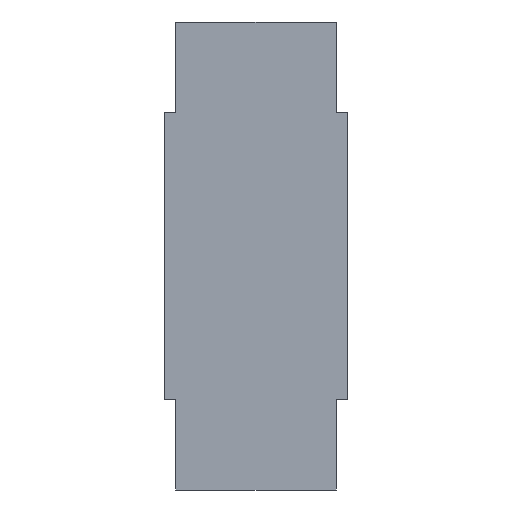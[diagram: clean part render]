
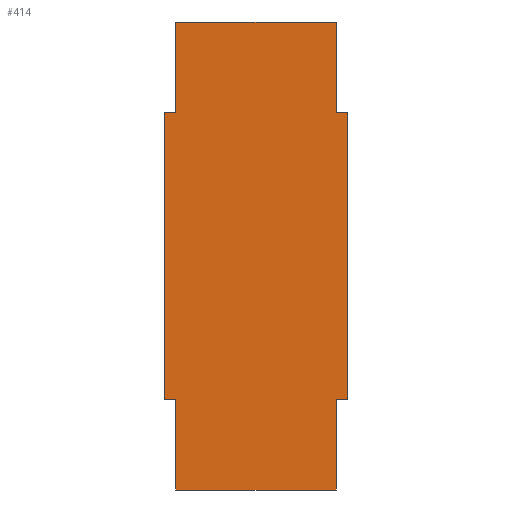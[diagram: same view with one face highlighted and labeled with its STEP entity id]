
A CAD part, left-side view. The second image highlights one B-rep face of the part: STEP entity #414.
In plain terms, the highlighted planar face has unit normal (-1, 0, 0).
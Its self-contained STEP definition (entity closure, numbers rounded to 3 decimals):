
#48=CARTESIAN_POINT('Line Origine',(155.5,85.,164.)) ;
#52=CARTESIAN_POINT('Vertex',(155.5,71.,164.)) ;
#54=CARTESIAN_POINT('Vertex',(155.5,99.,164.)) ;
#95=CARTESIAN_POINT('Line Origine',(155.5,99.,171.875)) ;
#99=CARTESIAN_POINT('Vertex',(155.5,99.,179.75)) ;
#119=CARTESIAN_POINT('Line Origine',(155.5,71.,171.875)) ;
#123=CARTESIAN_POINT('Vertex',(155.5,71.,179.75)) ;
#158=CARTESIAN_POINT('Vertex',(155.5,71.,245.5)) ;
#161=CARTESIAN_POINT('Line Origine',(155.5,71.,237.625)) ;
#165=CARTESIAN_POINT('Vertex',(155.5,71.,229.75)) ;
#180=CARTESIAN_POINT('Line Origine',(155.5,99.,237.625)) ;
#184=CARTESIAN_POINT('Vertex',(155.5,99.,229.75)) ;
#186=CARTESIAN_POINT('Vertex',(155.5,99.,245.5)) ;
#225=CARTESIAN_POINT('Line Origine',(155.5,85.,245.5)) ;
#248=CARTESIAN_POINT('Vertex',(155.5,69.,229.75)) ;
#256=CARTESIAN_POINT('Line Origine',(155.5,70.,229.75)) ;
#279=CARTESIAN_POINT('Vertex',(155.5,69.,179.75)) ;
#287=CARTESIAN_POINT('Line Origine',(155.5,69.,204.75)) ;
#309=CARTESIAN_POINT('Line Origine',(155.5,70.,179.75)) ;
#327=CARTESIAN_POINT('Vertex',(155.5,101.,179.75)) ;
#335=CARTESIAN_POINT('Line Origine',(155.5,100.,179.75)) ;
#352=CARTESIAN_POINT('Line Origine',(155.5,101.,204.75)) ;
#356=CARTESIAN_POINT('Vertex',(155.5,101.,229.75)) ;
#383=CARTESIAN_POINT('Line Origine',(155.5,100.,229.75)) ;
#395=CARTESIAN_POINT('Axis2P3D Location',(155.5,71.,164.)) ;
#50=VECTOR('Line Direction',#49,1.) ;
#97=VECTOR('Line Direction',#96,1.) ;
#121=VECTOR('Line Direction',#120,1.) ;
#163=VECTOR('Line Direction',#162,1.) ;
#182=VECTOR('Line Direction',#181,1.) ;
#227=VECTOR('Line Direction',#226,1.) ;
#258=VECTOR('Line Direction',#257,1.) ;
#289=VECTOR('Line Direction',#288,1.) ;
#311=VECTOR('Line Direction',#310,1.) ;
#337=VECTOR('Line Direction',#336,1.) ;
#354=VECTOR('Line Direction',#353,1.) ;
#385=VECTOR('Line Direction',#384,1.) ;
#49=DIRECTION('Vector Direction',(0.,1.,0.)) ;
#96=DIRECTION('Vector Direction',(0.,0.,1.)) ;
#120=DIRECTION('Vector Direction',(0.,0.,1.)) ;
#162=DIRECTION('Vector Direction',(0.,0.,1.)) ;
#181=DIRECTION('Vector Direction',(0.,0.,1.)) ;
#226=DIRECTION('Vector Direction',(0.,1.,0.)) ;
#257=DIRECTION('Vector Direction',(0.,1.,0.)) ;
#288=DIRECTION('Vector Direction',(0.,0.,1.)) ;
#310=DIRECTION('Vector Direction',(0.,-1.,0.)) ;
#336=DIRECTION('Vector Direction',(0.,-1.,0.)) ;
#353=DIRECTION('Vector Direction',(0.,0.,1.)) ;
#384=DIRECTION('Vector Direction',(0.,1.,0.)) ;
#396=DIRECTION('Axis2P3D Direction',(1.,0.,0.)) ;
#397=DIRECTION('Axis2P3D XDirection',(0.,1.,0.)) ;
#398=AXIS2_PLACEMENT_3D('Plane Axis2P3D',#395,#396,#397) ;
#51=LINE('Line',#48,#50) ;
#98=LINE('Line',#95,#97) ;
#122=LINE('Line',#119,#121) ;
#164=LINE('Line',#161,#163) ;
#183=LINE('Line',#180,#182) ;
#228=LINE('Line',#225,#227) ;
#259=LINE('Line',#256,#258) ;
#290=LINE('Line',#287,#289) ;
#312=LINE('Line',#309,#311) ;
#338=LINE('Line',#335,#337) ;
#355=LINE('Line',#352,#354) ;
#386=LINE('Line',#383,#385) ;
#399=PLANE('',#398) ;
#56=EDGE_CURVE('',#53,#55,#51,.T.) ;
#101=EDGE_CURVE('',#55,#100,#98,.T.) ;
#125=EDGE_CURVE('',#53,#124,#122,.T.) ;
#167=EDGE_CURVE('',#166,#159,#164,.T.) ;
#188=EDGE_CURVE('',#185,#187,#183,.T.) ;
#229=EDGE_CURVE('',#159,#187,#228,.T.) ;
#260=EDGE_CURVE('',#249,#166,#259,.T.) ;
#291=EDGE_CURVE('',#280,#249,#290,.T.) ;
#313=EDGE_CURVE('',#124,#280,#312,.T.) ;
#339=EDGE_CURVE('',#328,#100,#338,.T.) ;
#358=EDGE_CURVE('',#328,#357,#355,.T.) ;
#387=EDGE_CURVE('',#185,#357,#386,.T.) ;
#401=ORIENTED_EDGE('',*,*,#229,.T.) ;
#402=ORIENTED_EDGE('',*,*,#188,.F.) ;
#403=ORIENTED_EDGE('',*,*,#387,.T.) ;
#404=ORIENTED_EDGE('',*,*,#358,.F.) ;
#405=ORIENTED_EDGE('',*,*,#339,.T.) ;
#406=ORIENTED_EDGE('',*,*,#101,.F.) ;
#407=ORIENTED_EDGE('',*,*,#56,.F.) ;
#408=ORIENTED_EDGE('',*,*,#125,.T.) ;
#409=ORIENTED_EDGE('',*,*,#313,.T.) ;
#410=ORIENTED_EDGE('',*,*,#291,.T.) ;
#411=ORIENTED_EDGE('',*,*,#260,.T.) ;
#412=ORIENTED_EDGE('',*,*,#167,.T.) ;
#400=EDGE_LOOP('',(#401,#402,#403,#404,#405,#406,#407,#408,#409,#410,#411,#412)) ;
#53=VERTEX_POINT('',#52) ;
#55=VERTEX_POINT('',#54) ;
#100=VERTEX_POINT('',#99) ;
#124=VERTEX_POINT('',#123) ;
#159=VERTEX_POINT('',#158) ;
#166=VERTEX_POINT('',#165) ;
#185=VERTEX_POINT('',#184) ;
#187=VERTEX_POINT('',#186) ;
#249=VERTEX_POINT('',#248) ;
#280=VERTEX_POINT('',#279) ;
#328=VERTEX_POINT('',#327) ;
#357=VERTEX_POINT('',#356) ;
#414=ADVANCED_FACE('Corps principal',(#413),#399,.F.) ;
#413=FACE_OUTER_BOUND('',#400,.T.) ;
